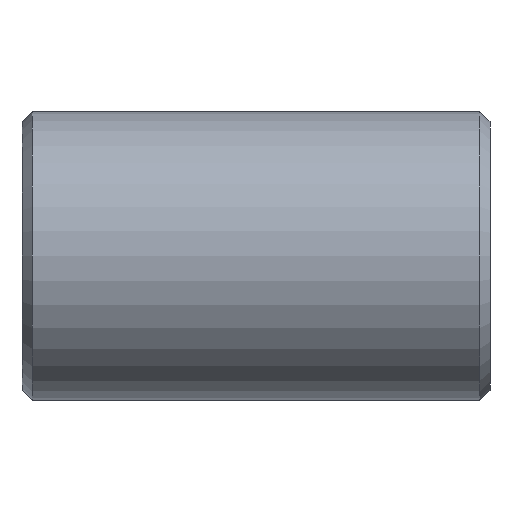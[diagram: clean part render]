
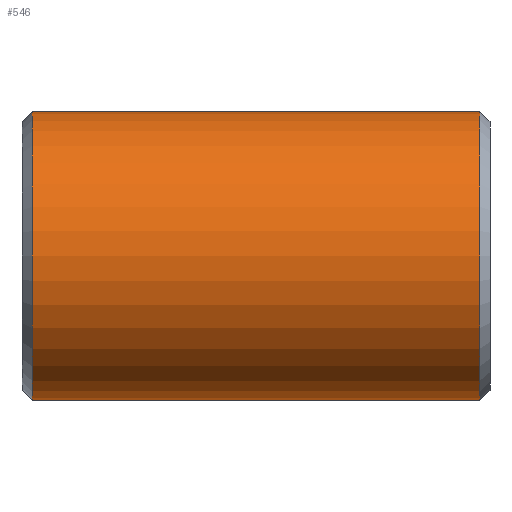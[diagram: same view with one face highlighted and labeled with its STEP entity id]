
A CAD part, front view. The second image highlights one B-rep face of the part: STEP entity #546.
In plain terms, the highlighted cylindrical face has radius 109.537 mm (diameter 219.075 mm), a partial arc.
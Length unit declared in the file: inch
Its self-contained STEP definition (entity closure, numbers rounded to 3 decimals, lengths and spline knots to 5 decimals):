
#52 = CARTESIAN_POINT ( 'NONE',  ( 6.698, 0., -4.3125 ) ) ;
#54 = AXIS2_PLACEMENT_3D ( 'NONE', #294, #554, #350 ) ;
#63 = EDGE_CURVE ( 'NONE', #726, #680, #614, .T. ) ;
#95 = AXIS2_PLACEMENT_3D ( 'NONE', #532, #224, #480 ) ;
#119 = CARTESIAN_POINT ( 'NONE',  ( -6.698, 0., -4.3125 ) ) ;
#134 = CIRCLE ( 'NONE', #95, 4.3125 ) ;
#142 = CARTESIAN_POINT ( 'NONE',  ( 7., 0., 4.3125 ) ) ;
#143 = ORIENTED_EDGE ( 'NONE', *, *, #145, .T. ) ;
#145 = EDGE_CURVE ( 'NONE', #533, #617, #134, .T. ) ;
#194 = LINE ( 'NONE', #576, #200 ) ;
#200 = VECTOR ( 'NONE', #573, 39.37008 ) ;
#214 = ORIENTED_EDGE ( 'NONE', *, *, #788, .T. ) ;
#224 = DIRECTION ( 'NONE',  ( -1., 0., 0. ) ) ;
#243 = DIRECTION ( 'NONE',  ( -1., 0., 0. ) ) ;
#294 = CARTESIAN_POINT ( 'NONE',  ( -6.698, 0., 0. ) ) ;
#350 = DIRECTION ( 'NONE',  ( 0., 0., 1. ) ) ;
#358 = ORIENTED_EDGE ( 'NONE', *, *, #63, .T. ) ;
#375 = AXIS2_PLACEMENT_3D ( 'NONE', #831, #243, #580 ) ;
#384 = CARTESIAN_POINT ( 'NONE',  ( 6.698, 0., 4.3125 ) ) ;
#389 = VECTOR ( 'NONE', #661, 39.37008 ) ;
#480 = DIRECTION ( 'NONE',  ( 0., 0., -1. ) ) ;
#483 = EDGE_LOOP ( 'NONE', ( #530, #143, #214, #358 ) ) ;
#505 = EDGE_CURVE ( 'NONE', #533, #680, #194, .T. ) ;
#530 = ORIENTED_EDGE ( 'NONE', *, *, #505, .F. ) ;
#532 = CARTESIAN_POINT ( 'NONE',  ( 6.698, 0., 0. ) ) ;
#533 = VERTEX_POINT ( 'NONE', #52 ) ;
#546 = ADVANCED_FACE ( 'NONE', ( #715 ), #712, .T. ) ;
#554 = DIRECTION ( 'NONE',  ( 1., 0., 0. ) ) ;
#573 = DIRECTION ( 'NONE',  ( -1., 0., 0. ) ) ;
#576 = CARTESIAN_POINT ( 'NONE',  ( 7., 0., -4.3125 ) ) ;
#580 = DIRECTION ( 'NONE',  ( 0., 0., 1. ) ) ;
#614 = CIRCLE ( 'NONE', #54, 4.3125 ) ;
#617 = VERTEX_POINT ( 'NONE', #384 ) ;
#653 = CARTESIAN_POINT ( 'NONE',  ( -6.698, 0., 4.3125 ) ) ;
#661 = DIRECTION ( 'NONE',  ( -1., 0., 0. ) ) ;
#680 = VERTEX_POINT ( 'NONE', #119 ) ;
#712 = CYLINDRICAL_SURFACE ( 'NONE', #375, 4.3125 ) ;
#715 = FACE_OUTER_BOUND ( 'NONE', #483, .T. ) ;
#725 = LINE ( 'NONE', #142, #389 ) ;
#726 = VERTEX_POINT ( 'NONE', #653 ) ;
#788 = EDGE_CURVE ( 'NONE', #617, #726, #725, .T. ) ;
#831 = CARTESIAN_POINT ( 'NONE',  ( 7., 0., 0. ) ) ;
